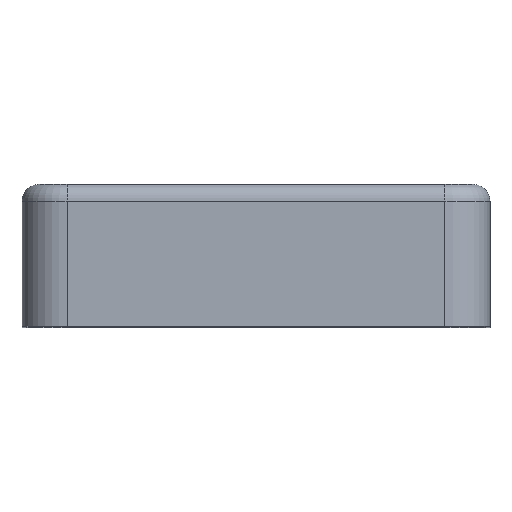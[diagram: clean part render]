
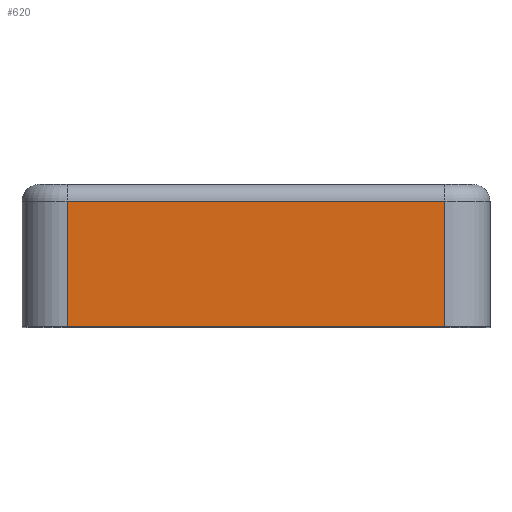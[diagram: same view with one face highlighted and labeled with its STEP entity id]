
A CAD part, top view. The second image highlights one B-rep face of the part: STEP entity #620.
In plain terms, the highlighted planar face has unit normal (0, 0, 1).
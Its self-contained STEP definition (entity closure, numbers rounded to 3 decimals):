
#94 = EDGE_CURVE ( 'NONE', #1621, #452, #2303, .T. ) ;
#107 = VERTEX_POINT ( 'NONE', #962 ) ;
#124 = EDGE_CURVE ( 'NONE', #705, #452, #1584, .T. ) ;
#151 = PLANE ( 'NONE',  #1229 ) ;
#292 = FACE_OUTER_BOUND ( 'NONE', #921, .T. ) ;
#352 = DIRECTION ( 'NONE',  ( 0., 0., 1. ) ) ;
#389 = VECTOR ( 'NONE', #1182, 1000. ) ;
#452 = VERTEX_POINT ( 'NONE', #1599 ) ;
#620 = ADVANCED_FACE ( 'NONE', ( #292 ), #151, .T. ) ;
#705 = VERTEX_POINT ( 'NONE', #1498 ) ;
#890 = VECTOR ( 'NONE', #1322, 1000. ) ;
#921 = EDGE_LOOP ( 'NONE', ( #1340, #958, #1305, #1760 ) ) ;
#933 = CARTESIAN_POINT ( 'NONE',  ( -14.65, 0., 31.9 ) ) ;
#958 = ORIENTED_EDGE ( 'NONE', *, *, #94, .F. ) ;
#962 = CARTESIAN_POINT ( 'NONE',  ( -14.65, -1.3, 31.9 ) ) ;
#999 = CARTESIAN_POINT ( 'NONE',  ( -14.65, -1.3, 31.9 ) ) ;
#1045 = EDGE_CURVE ( 'NONE', #107, #705, #1795, .T. ) ;
#1182 = DIRECTION ( 'NONE',  ( 1., 0., 0. ) ) ;
#1183 = VECTOR ( 'NONE', #2128, 1000. ) ;
#1229 = AXIS2_PLACEMENT_3D ( 'NONE', #2215, #352, #1656 ) ;
#1305 = ORIENTED_EDGE ( 'NONE', *, *, #1569, .F. ) ;
#1322 = DIRECTION ( 'NONE',  ( 0., -1., 0. ) ) ;
#1340 = ORIENTED_EDGE ( 'NONE', *, *, #124, .T. ) ;
#1492 = DIRECTION ( 'NONE',  ( 0., -1., 0. ) ) ;
#1498 = CARTESIAN_POINT ( 'NONE',  ( -14.65, -11., 31.9 ) ) ;
#1547 = CARTESIAN_POINT ( 'NONE',  ( -14.65, -11., 31.9 ) ) ;
#1569 = EDGE_CURVE ( 'NONE', #107, #1621, #2054, .T. ) ;
#1582 = CARTESIAN_POINT ( 'NONE',  ( 14.65, -1.3, 31.9 ) ) ;
#1584 = LINE ( 'NONE', #1547, #389 ) ;
#1599 = CARTESIAN_POINT ( 'NONE',  ( 14.65, -11., 31.9 ) ) ;
#1621 = VERTEX_POINT ( 'NONE', #1582 ) ;
#1656 = DIRECTION ( 'NONE',  ( 1., 0., 0. ) ) ;
#1760 = ORIENTED_EDGE ( 'NONE', *, *, #1045, .T. ) ;
#1795 = LINE ( 'NONE', #933, #2206 ) ;
#2049 = CARTESIAN_POINT ( 'NONE',  ( 14.65, 0., 31.9 ) ) ;
#2054 = LINE ( 'NONE', #999, #1183 ) ;
#2128 = DIRECTION ( 'NONE',  ( 1., 0., 0. ) ) ;
#2206 = VECTOR ( 'NONE', #1492, 1000. ) ;
#2215 = CARTESIAN_POINT ( 'NONE',  ( -14.65, 0., 31.9 ) ) ;
#2303 = LINE ( 'NONE', #2049, #890 ) ;
